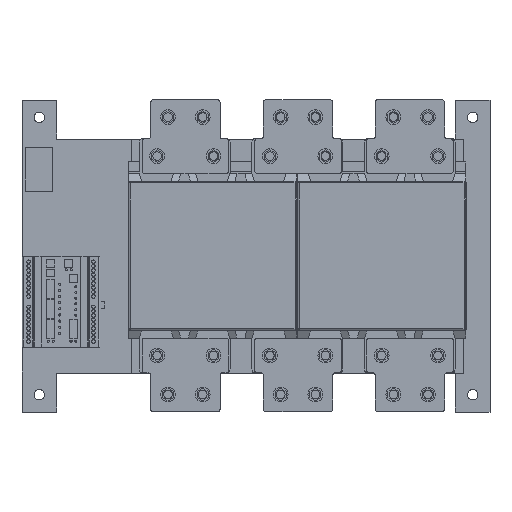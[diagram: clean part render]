
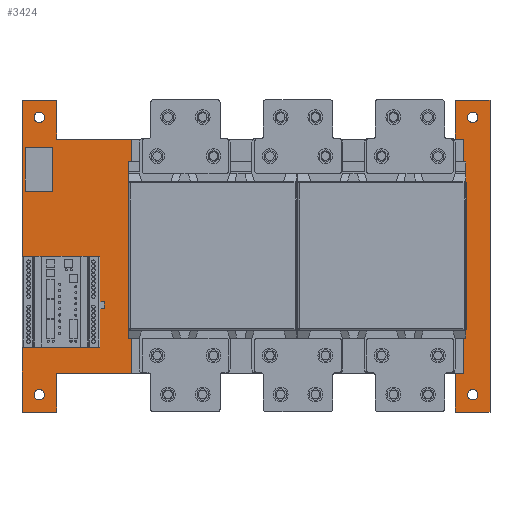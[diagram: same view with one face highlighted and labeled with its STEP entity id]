
A CAD part, top view. The second image highlights one B-rep face of the part: STEP entity #3424.
In plain terms, the highlighted planar face has unit normal (0, 0, 1).
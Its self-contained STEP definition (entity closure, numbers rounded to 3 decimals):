
#1216=FACE_BOUND('',#6837,.T.);
#1217=FACE_BOUND('',#6838,.T.);
#1218=FACE_BOUND('',#6839,.T.);
#1219=FACE_BOUND('',#6840,.T.);
#1220=FACE_BOUND('',#6841,.T.);
#2198=PLANE('',#32897);
#3424=ADVANCED_FACE('',(#1216,#1217,#1218,#1219,#1220),#2198,.T.);
#6837=EDGE_LOOP('',(#12950,#12951,#12952,#12953,#12954,#12955,#12956,#12957,
#12958,#12959,#12960,#12961));
#6838=EDGE_LOOP('',(#12962,#12963,#12964));
#6839=EDGE_LOOP('',(#12965,#12966,#12967));
#6840=EDGE_LOOP('',(#12968,#12969,#12970));
#6841=EDGE_LOOP('',(#12971,#12972,#12973));
#8710=CIRCLE('',#32853,6.);
#8712=CIRCLE('',#32856,6.);
#8714=CIRCLE('',#32859,6.);
#8716=CIRCLE('',#32862,6.);
#8720=CIRCLE('',#32867,6.);
#8721=CIRCLE('',#32868,6.);
#8724=CIRCLE('',#32872,6.);
#8725=CIRCLE('',#32873,6.);
#8728=CIRCLE('',#32877,6.);
#8729=CIRCLE('',#32878,6.);
#8732=CIRCLE('',#32882,6.);
#8733=CIRCLE('',#32883,6.);
#12950=ORIENTED_EDGE('',*,*,#22621,.F.);
#12951=ORIENTED_EDGE('',*,*,#22655,.F.);
#12952=ORIENTED_EDGE('',*,*,#22652,.F.);
#12953=ORIENTED_EDGE('',*,*,#22649,.F.);
#12954=ORIENTED_EDGE('',*,*,#22646,.F.);
#12955=ORIENTED_EDGE('',*,*,#22643,.F.);
#12956=ORIENTED_EDGE('',*,*,#22640,.F.);
#12957=ORIENTED_EDGE('',*,*,#22637,.F.);
#12958=ORIENTED_EDGE('',*,*,#22634,.F.);
#12959=ORIENTED_EDGE('',*,*,#22631,.F.);
#12960=ORIENTED_EDGE('',*,*,#22628,.F.);
#12961=ORIENTED_EDGE('',*,*,#22625,.F.);
#12962=ORIENTED_EDGE('',*,*,#22620,.F.);
#12963=ORIENTED_EDGE('',*,*,#22619,.F.);
#12964=ORIENTED_EDGE('',*,*,#22590,.F.);
#12965=ORIENTED_EDGE('',*,*,#22616,.F.);
#12966=ORIENTED_EDGE('',*,*,#22615,.F.);
#12967=ORIENTED_EDGE('',*,*,#22594,.F.);
#12968=ORIENTED_EDGE('',*,*,#22612,.F.);
#12969=ORIENTED_EDGE('',*,*,#22611,.F.);
#12970=ORIENTED_EDGE('',*,*,#22598,.F.);
#12971=ORIENTED_EDGE('',*,*,#22608,.F.);
#12972=ORIENTED_EDGE('',*,*,#22607,.F.);
#12973=ORIENTED_EDGE('',*,*,#22602,.F.);
#18714=VERTEX_POINT('',#47037);
#18715=VERTEX_POINT('',#47039);
#18718=VERTEX_POINT('',#47046);
#18719=VERTEX_POINT('',#47048);
#18721=VERTEX_POINT('',#47054);
#18723=VERTEX_POINT('',#47057);
#18725=VERTEX_POINT('',#47063);
#18727=VERTEX_POINT('',#47066);
#18730=VERTEX_POINT('',#47075);
#18732=VERTEX_POINT('',#47082);
#18734=VERTEX_POINT('',#47089);
#18736=VERTEX_POINT('',#47096);
#18737=VERTEX_POINT('',#47100);
#18738=VERTEX_POINT('',#47101);
#18741=VERTEX_POINT('',#47109);
#18743=VERTEX_POINT('',#47115);
#18745=VERTEX_POINT('',#47121);
#18747=VERTEX_POINT('',#47127);
#18749=VERTEX_POINT('',#47133);
#18751=VERTEX_POINT('',#47139);
#18753=VERTEX_POINT('',#47145);
#18755=VERTEX_POINT('',#47151);
#18757=VERTEX_POINT('',#47157);
#18759=VERTEX_POINT('',#47163);
#22590=EDGE_CURVE('',#18714,#18715,#8710,.T.);
#22594=EDGE_CURVE('',#18718,#18719,#8712,.T.);
#22598=EDGE_CURVE('',#18721,#18723,#8714,.T.);
#22602=EDGE_CURVE('',#18725,#18727,#8716,.T.);
#22607=EDGE_CURVE('',#18727,#18730,#8720,.T.);
#22608=EDGE_CURVE('',#18730,#18725,#8721,.T.);
#22611=EDGE_CURVE('',#18723,#18732,#8724,.T.);
#22612=EDGE_CURVE('',#18732,#18721,#8725,.T.);
#22615=EDGE_CURVE('',#18719,#18734,#8728,.T.);
#22616=EDGE_CURVE('',#18734,#18718,#8729,.T.);
#22619=EDGE_CURVE('',#18715,#18736,#8732,.T.);
#22620=EDGE_CURVE('',#18736,#18714,#8733,.T.);
#22621=EDGE_CURVE('',#18737,#18738,#26421,.T.);
#22625=EDGE_CURVE('',#18738,#18741,#26425,.T.);
#22628=EDGE_CURVE('',#18741,#18743,#26428,.T.);
#22631=EDGE_CURVE('',#18743,#18745,#26431,.T.);
#22634=EDGE_CURVE('',#18745,#18747,#26434,.T.);
#22637=EDGE_CURVE('',#18747,#18749,#26437,.T.);
#22640=EDGE_CURVE('',#18749,#18751,#26440,.T.);
#22643=EDGE_CURVE('',#18751,#18753,#26443,.T.);
#22646=EDGE_CURVE('',#18753,#18755,#26446,.T.);
#22649=EDGE_CURVE('',#18755,#18757,#26449,.T.);
#22652=EDGE_CURVE('',#18757,#18759,#26452,.T.);
#22655=EDGE_CURVE('',#18759,#18737,#26455,.T.);
#26421=LINE('',#47099,#29305);
#26425=LINE('',#47108,#29309);
#26428=LINE('',#47114,#29312);
#26431=LINE('',#47120,#29315);
#26434=LINE('',#47126,#29318);
#26437=LINE('',#47132,#29321);
#26440=LINE('',#47138,#29324);
#26443=LINE('',#47144,#29327);
#26446=LINE('',#47150,#29330);
#26449=LINE('',#47156,#29333);
#26452=LINE('',#47162,#29336);
#26455=LINE('',#47168,#29339);
#29305=VECTOR('',#38287,1.);
#29309=VECTOR('',#38293,1.);
#29312=VECTOR('',#38298,1.);
#29315=VECTOR('',#38303,1.);
#29318=VECTOR('',#38308,1.);
#29321=VECTOR('',#38313,1.);
#29324=VECTOR('',#38318,1.);
#29327=VECTOR('',#38323,1.);
#29330=VECTOR('',#38328,1.);
#29333=VECTOR('',#38333,1.);
#29336=VECTOR('',#38338,1.);
#29339=VECTOR('',#38343,1.);
#32853=AXIS2_PLACEMENT_3D('',#47038,#38216,#38217);
#32856=AXIS2_PLACEMENT_3D('',#47047,#38224,#38225);
#32859=AXIS2_PLACEMENT_3D('',#47056,#38232,#38233);
#32862=AXIS2_PLACEMENT_3D('',#47065,#38240,#38241);
#32867=AXIS2_PLACEMENT_3D('',#47074,#38251,#38252);
#32868=AXIS2_PLACEMENT_3D('',#47076,#38253,#38254);
#32872=AXIS2_PLACEMENT_3D('',#47081,#38261,#38262);
#32873=AXIS2_PLACEMENT_3D('',#47083,#38263,#38264);
#32877=AXIS2_PLACEMENT_3D('',#47088,#38271,#38272);
#32878=AXIS2_PLACEMENT_3D('',#47090,#38273,#38274);
#32882=AXIS2_PLACEMENT_3D('',#47095,#38281,#38282);
#32883=AXIS2_PLACEMENT_3D('',#47097,#38283,#38284);
#32897=AXIS2_PLACEMENT_3D('',#47171,#38347,#38348);
#38216=DIRECTION('',(0.,0.,1.));
#38217=DIRECTION('',(0.,-1.,0.));
#38224=DIRECTION('',(0.,0.,1.));
#38225=DIRECTION('',(0.,-1.,0.));
#38232=DIRECTION('',(0.,0.,1.));
#38233=DIRECTION('',(0.,1.,0.));
#38240=DIRECTION('',(0.,0.,1.));
#38241=DIRECTION('',(0.,1.,0.));
#38251=DIRECTION('',(0.,0.,1.));
#38252=DIRECTION('',(0.,1.,0.));
#38253=DIRECTION('',(0.,0.,1.));
#38254=DIRECTION('',(0.,1.,0.));
#38261=DIRECTION('',(0.,0.,1.));
#38262=DIRECTION('',(0.,1.,0.));
#38263=DIRECTION('',(0.,0.,1.));
#38264=DIRECTION('',(0.,1.,0.));
#38271=DIRECTION('',(0.,0.,1.));
#38272=DIRECTION('',(0.,-1.,0.));
#38273=DIRECTION('',(0.,0.,1.));
#38274=DIRECTION('',(0.,-1.,0.));
#38281=DIRECTION('',(0.,0.,1.));
#38282=DIRECTION('',(0.,-1.,0.));
#38283=DIRECTION('',(0.,0.,1.));
#38284=DIRECTION('',(0.,-1.,0.));
#38287=DIRECTION('',(-1.,0.,0.));
#38293=DIRECTION('',(0.,-1.,0.));
#38298=DIRECTION('',(-1.,0.,0.));
#38303=DIRECTION('',(0.,1.,0.));
#38308=DIRECTION('',(1.,0.,0.));
#38313=DIRECTION('',(0.,-1.,0.));
#38318=DIRECTION('',(1.,0.,0.));
#38323=DIRECTION('',(0.,1.,0.));
#38328=DIRECTION('',(1.,0.,0.));
#38333=DIRECTION('',(0.,-1.,0.));
#38338=DIRECTION('',(-1.,0.,0.));
#38343=DIRECTION('',(0.,1.,0.));
#38347=DIRECTION('',(0.,0.,1.));
#38348=DIRECTION('',(-1.,0.,0.));
#47037=CARTESIAN_POINT('',(20.,-166.,20.));
#47038=CARTESIAN_POINT('',(20.,-160.,20.));
#47039=CARTESIAN_POINT('',(20.,-154.,20.));
#47046=CARTESIAN_POINT('',(520.,-166.,20.));
#47047=CARTESIAN_POINT('',(520.,-160.,20.));
#47048=CARTESIAN_POINT('',(520.,-154.,20.));
#47054=CARTESIAN_POINT('',(20.,166.,20.));
#47056=CARTESIAN_POINT('',(20.,159.999,20.));
#47057=CARTESIAN_POINT('',(20.,153.999,20.));
#47063=CARTESIAN_POINT('',(520.,165.999,20.));
#47065=CARTESIAN_POINT('',(520.,159.999,20.));
#47066=CARTESIAN_POINT('',(520.,154.,20.));
#47074=CARTESIAN_POINT('',(520.,159.999,20.));
#47075=CARTESIAN_POINT('',(526.,159.999,20.));
#47076=CARTESIAN_POINT('',(520.,159.999,20.));
#47081=CARTESIAN_POINT('',(20.,159.999,20.));
#47082=CARTESIAN_POINT('',(26.,159.999,20.));
#47083=CARTESIAN_POINT('',(20.,159.999,20.));
#47088=CARTESIAN_POINT('',(520.,-160.,20.));
#47089=CARTESIAN_POINT('',(514.,-160.,20.));
#47090=CARTESIAN_POINT('',(520.,-160.,20.));
#47095=CARTESIAN_POINT('',(20.,-160.,20.));
#47096=CARTESIAN_POINT('',(14.,-160.,20.));
#47097=CARTESIAN_POINT('',(20.,-160.,20.));
#47099=CARTESIAN_POINT('',(500.,-135.,20.));
#47100=CARTESIAN_POINT('',(500.,-135.,20.));
#47101=CARTESIAN_POINT('',(39.999,-135.,20.));
#47108=CARTESIAN_POINT('',(39.999,-135.,20.));
#47109=CARTESIAN_POINT('',(39.999,-180.,20.));
#47114=CARTESIAN_POINT('',(39.999,-180.,20.));
#47115=CARTESIAN_POINT('',(0.,-180.,20.));
#47120=CARTESIAN_POINT('',(0.,-180.,20.));
#47121=CARTESIAN_POINT('',(0.,180.,20.));
#47126=CARTESIAN_POINT('',(0.,180.,20.));
#47127=CARTESIAN_POINT('',(39.999,180.,20.));
#47132=CARTESIAN_POINT('',(39.999,180.,20.));
#47133=CARTESIAN_POINT('',(39.999,135.,20.));
#47138=CARTESIAN_POINT('',(39.999,135.,20.));
#47139=CARTESIAN_POINT('',(500.,135.,20.));
#47144=CARTESIAN_POINT('',(500.,135.,20.));
#47145=CARTESIAN_POINT('',(500.,180.,20.));
#47150=CARTESIAN_POINT('',(500.,180.,20.));
#47151=CARTESIAN_POINT('',(540.,180.,20.));
#47156=CARTESIAN_POINT('',(540.,180.,20.));
#47157=CARTESIAN_POINT('',(540.,-180.,20.));
#47162=CARTESIAN_POINT('',(540.,-180.,20.));
#47163=CARTESIAN_POINT('',(500.,-180.,20.));
#47168=CARTESIAN_POINT('',(500.,-180.,20.));
#47171=CARTESIAN_POINT('',(270.,0.,20.));
